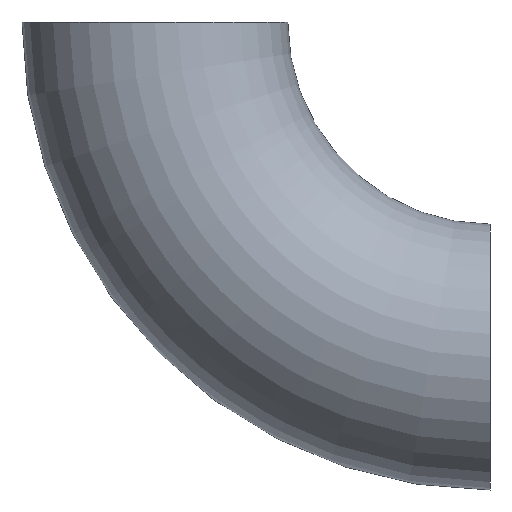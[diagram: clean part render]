
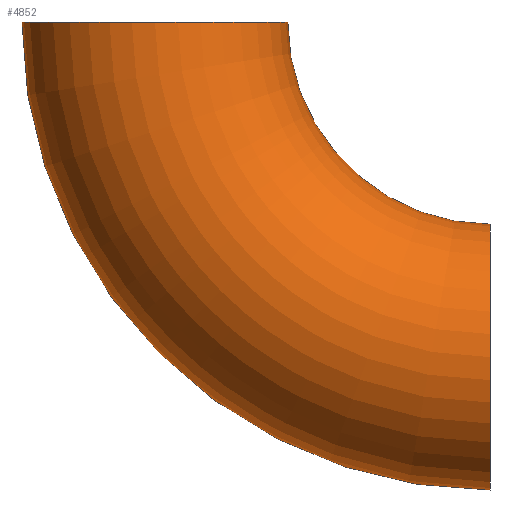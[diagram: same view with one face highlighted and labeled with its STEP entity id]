
A CAD part, left-side view. The second image highlights one B-rep face of the part: STEP entity #4852.
In plain terms, the highlighted toroidal (fillet/blend) face has major radius 76 mm and minor radius 30.15 mm.
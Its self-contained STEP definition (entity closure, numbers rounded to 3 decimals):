
#579 = EDGE_LOOP ( 'NONE', ( #9458, #679, #3371, #11370 ) ) ;
#598 = DIRECTION ( 'NONE',  ( 0., 0., 1. ) ) ;
#679 = ORIENTED_EDGE ( 'NONE', *, *, #8878, .T. ) ;
#1060 = DIRECTION ( 'NONE',  ( 0., 0., 1. ) ) ;
#1468 = DIRECTION ( 'NONE',  ( -1., 0., 0. ) ) ;
#1594 = EDGE_CURVE ( 'NONE', #2805, #3185, #10003, .T. ) ;
#1674 = DIRECTION ( 'NONE',  ( 0., 0., 1. ) ) ;
#1765 = CARTESIAN_POINT ( 'NONE',  ( 0., 45.85, 0. ) ) ;
#1861 = TOROIDAL_SURFACE ( 'NONE', #7457, 76., 30.15 ) ;
#2137 = CIRCLE ( 'NONE', #4025, 30.15 ) ;
#2546 = DIRECTION ( 'NONE',  ( 0., 0., 1. ) ) ;
#2805 = VERTEX_POINT ( 'NONE', #1765 ) ;
#3185 = VERTEX_POINT ( 'NONE', #11179 ) ;
#3266 = VERTEX_POINT ( 'NONE', #6749 ) ;
#3371 = ORIENTED_EDGE ( 'NONE', *, *, #10491, .T. ) ;
#3459 = CARTESIAN_POINT ( 'NONE',  ( 0., 76., 0. ) ) ;
#3510 = CARTESIAN_POINT ( 'NONE',  ( 0., 0., -76. ) ) ;
#3553 = FACE_OUTER_BOUND ( 'NONE', #579, .T. ) ;
#3815 = CARTESIAN_POINT ( 'NONE',  ( 0., 0., 0. ) ) ;
#4025 = AXIS2_PLACEMENT_3D ( 'NONE', #3459, #1674, #10632 ) ;
#4038 = AXIS2_PLACEMENT_3D ( 'NONE', #3815, #6508, #8282 ) ;
#4695 = EDGE_CURVE ( 'NONE', #9853, #2805, #2137, .T. ) ;
#4852 = ADVANCED_FACE ( 'NONE', ( #3553 ), #1861, .T. ) ;
#4960 = CIRCLE ( 'NONE', #4038, 106.15 ) ;
#5578 = DIRECTION ( 'NONE',  ( -1., 0., 0. ) ) ;
#6163 = DIRECTION ( 'NONE',  ( 0., 1., 0. ) ) ;
#6173 = CARTESIAN_POINT ( 'NONE',  ( 0., 0., 0. ) ) ;
#6508 = DIRECTION ( 'NONE',  ( -1., 0., 0. ) ) ;
#6541 = CARTESIAN_POINT ( 'NONE',  ( 0., 0., 0. ) ) ;
#6749 = CARTESIAN_POINT ( 'NONE',  ( 0., 0., -106.15 ) ) ;
#7457 = AXIS2_PLACEMENT_3D ( 'NONE', #6173, #1468, #598 ) ;
#8282 = DIRECTION ( 'NONE',  ( 0., 0., 1. ) ) ;
#8532 = AXIS2_PLACEMENT_3D ( 'NONE', #6541, #5578, #1060 ) ;
#8878 = EDGE_CURVE ( 'NONE', #9853, #3266, #4960, .T. ) ;
#9458 = ORIENTED_EDGE ( 'NONE', *, *, #4695, .F. ) ;
#9777 = CIRCLE ( 'NONE', #11517, 30.15 ) ;
#9853 = VERTEX_POINT ( 'NONE', #10918 ) ;
#10003 = CIRCLE ( 'NONE', #8532, 45.85 ) ;
#10491 = EDGE_CURVE ( 'NONE', #3266, #3185, #9777, .T. ) ;
#10632 = DIRECTION ( 'NONE',  ( 0., -1., 0. ) ) ;
#10918 = CARTESIAN_POINT ( 'NONE',  ( 0., 106.15, 0. ) ) ;
#11179 = CARTESIAN_POINT ( 'NONE',  ( 0., 0., -45.85 ) ) ;
#11370 = ORIENTED_EDGE ( 'NONE', *, *, #1594, .F. ) ;
#11517 = AXIS2_PLACEMENT_3D ( 'NONE', #3510, #6163, #2546 ) ;
